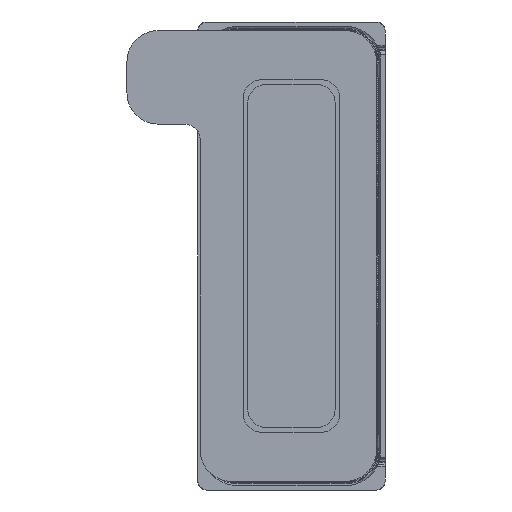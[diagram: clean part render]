
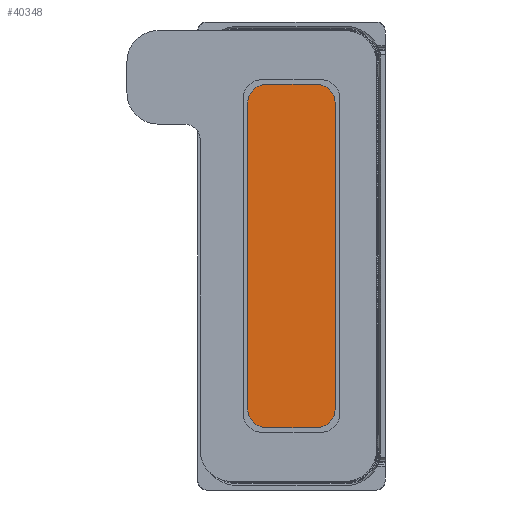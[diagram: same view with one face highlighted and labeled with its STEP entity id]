
A CAD part, front view. The second image highlights one B-rep face of the part: STEP entity #40348.
In plain terms, the highlighted planar face has unit normal (0, -1, 0).
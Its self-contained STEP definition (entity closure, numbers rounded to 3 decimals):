
#1032 = CARTESIAN_POINT ( 'NONE',  ( 1.4, -0.61, 4.9 ) ) ;
#1933 = FACE_OUTER_BOUND ( 'NONE', #39353, .T. ) ;
#2367 = VERTEX_POINT ( 'NONE', #46141 ) ;
#4067 = LINE ( 'NONE', #1032, #11949 ) ;
#4885 = CARTESIAN_POINT ( 'NONE',  ( 0.8, -0.61, -5.5 ) ) ;
#5626 = VECTOR ( 'NONE', #40636, 1000. ) ;
#5820 = ORIENTED_EDGE ( 'NONE', *, *, #41256, .T. ) ;
#6480 = CARTESIAN_POINT ( 'NONE',  ( 0.8, -0.61, 5.5 ) ) ;
#6679 = EDGE_CURVE ( 'NONE', #48363, #11186, #13659, .T. ) ;
#6873 = LINE ( 'NONE', #48970, #44550 ) ;
#7051 = EDGE_CURVE ( 'NONE', #30817, #48363, #36864, .T. ) ;
#9023 = PLANE ( 'NONE',  #30702 ) ;
#9308 = CIRCLE ( 'NONE', #12525, 0.6 ) ;
#9632 = AXIS2_PLACEMENT_3D ( 'NONE', #44021, #9754, #25121 ) ;
#9754 = DIRECTION ( 'NONE',  ( 0., 1., 0. ) ) ;
#11186 = VERTEX_POINT ( 'NONE', #11409 ) ;
#11409 = CARTESIAN_POINT ( 'NONE',  ( 1.4, -0.61, 4.9 ) ) ;
#11949 = VECTOR ( 'NONE', #31014, 1000. ) ;
#12058 = CIRCLE ( 'NONE', #39432, 0.6 ) ;
#12525 = AXIS2_PLACEMENT_3D ( 'NONE', #40535, #48622, #25674 ) ;
#13530 = CARTESIAN_POINT ( 'NONE',  ( 0.8, -0.61, 4.9 ) ) ;
#13659 = CIRCLE ( 'NONE', #9632, 0.6 ) ;
#14187 = CARTESIAN_POINT ( 'NONE',  ( 0.8, -0.61, -5.5 ) ) ;
#14425 = ORIENTED_EDGE ( 'NONE', *, *, #36970, .T. ) ;
#16308 = ORIENTED_EDGE ( 'NONE', *, *, #33055, .T. ) ;
#16898 = CARTESIAN_POINT ( 'NONE',  ( -0.8, -0.61, 5.5 ) ) ;
#17836 = ORIENTED_EDGE ( 'NONE', *, *, #27004, .F. ) ;
#21385 = CARTESIAN_POINT ( 'NONE',  ( -1.4, -0.61, -4.9 ) ) ;
#21467 = CARTESIAN_POINT ( 'NONE',  ( -0.8, -0.61, 4.9 ) ) ;
#22258 = ORIENTED_EDGE ( 'NONE', *, *, #7051, .F. ) ;
#24506 = VERTEX_POINT ( 'NONE', #26246 ) ;
#24912 = VECTOR ( 'NONE', #37619, 1000. ) ;
#25121 = DIRECTION ( 'NONE',  ( -1., 0., 0. ) ) ;
#25454 = VERTEX_POINT ( 'NONE', #27552 ) ;
#25674 = DIRECTION ( 'NONE',  ( 1., 0., 0. ) ) ;
#25681 = DIRECTION ( 'NONE',  ( -1., 0., 0. ) ) ;
#26177 = CARTESIAN_POINT ( 'NONE',  ( 0.8, -0.61, -4.9 ) ) ;
#26246 = CARTESIAN_POINT ( 'NONE',  ( -1.4, -0.61, 4.9 ) ) ;
#27004 = EDGE_CURVE ( 'NONE', #11186, #25454, #4067, .T. ) ;
#27552 = CARTESIAN_POINT ( 'NONE',  ( 1.4, -0.61, -4.9 ) ) ;
#28766 = EDGE_CURVE ( 'NONE', #36894, #25454, #12058, .T. ) ;
#29306 = LINE ( 'NONE', #14187, #5626 ) ;
#30702 = AXIS2_PLACEMENT_3D ( 'NONE', #13530, #35948, #33664 ) ;
#30817 = VERTEX_POINT ( 'NONE', #16898 ) ;
#31014 = DIRECTION ( 'NONE',  ( 0., 0., -1. ) ) ;
#33055 = EDGE_CURVE ( 'NONE', #2367, #36894, #29306, .T. ) ;
#33183 = AXIS2_PLACEMENT_3D ( 'NONE', #21467, #40858, #44903 ) ;
#33333 = DIRECTION ( 'NONE',  ( 0., 0., -1. ) ) ;
#33664 = DIRECTION ( 'NONE',  ( 1., 0., 0. ) ) ;
#35948 = DIRECTION ( 'NONE',  ( 0., -1., 0. ) ) ;
#36864 = LINE ( 'NONE', #37377, #24912 ) ;
#36894 = VERTEX_POINT ( 'NONE', #4885 ) ;
#36970 = EDGE_CURVE ( 'NONE', #24506, #46983, #6873, .T. ) ;
#37377 = CARTESIAN_POINT ( 'NONE',  ( 0.8, -0.61, 5.5 ) ) ;
#37619 = DIRECTION ( 'NONE',  ( 1., 0., 0. ) ) ;
#39353 = EDGE_LOOP ( 'NONE', ( #48140, #22258, #5820, #14425, #46754, #16308, #46376, #17836 ) ) ;
#39432 = AXIS2_PLACEMENT_3D ( 'NONE', #26177, #41782, #25681 ) ;
#40348 = ADVANCED_FACE ( 'NONE', ( #1933 ), #9023, .T. ) ;
#40535 = CARTESIAN_POINT ( 'NONE',  ( -0.8, -0.61, -4.9 ) ) ;
#40636 = DIRECTION ( 'NONE',  ( 1., 0., 0. ) ) ;
#40858 = DIRECTION ( 'NONE',  ( 0., -1., 0. ) ) ;
#41256 = EDGE_CURVE ( 'NONE', #30817, #24506, #47710, .T. ) ;
#41782 = DIRECTION ( 'NONE',  ( 0., -1., 0. ) ) ;
#44021 = CARTESIAN_POINT ( 'NONE',  ( 0.8, -0.61, 4.9 ) ) ;
#44550 = VECTOR ( 'NONE', #33333, 1000. ) ;
#44903 = DIRECTION ( 'NONE',  ( 1., 0., 0. ) ) ;
#46141 = CARTESIAN_POINT ( 'NONE',  ( -0.8, -0.61, -5.5 ) ) ;
#46376 = ORIENTED_EDGE ( 'NONE', *, *, #28766, .T. ) ;
#46754 = ORIENTED_EDGE ( 'NONE', *, *, #46974, .F. ) ;
#46974 = EDGE_CURVE ( 'NONE', #2367, #46983, #9308, .T. ) ;
#46983 = VERTEX_POINT ( 'NONE', #21385 ) ;
#47710 = CIRCLE ( 'NONE', #33183, 0.6 ) ;
#48140 = ORIENTED_EDGE ( 'NONE', *, *, #6679, .F. ) ;
#48363 = VERTEX_POINT ( 'NONE', #6480 ) ;
#48622 = DIRECTION ( 'NONE',  ( 0., 1., 0. ) ) ;
#48970 = CARTESIAN_POINT ( 'NONE',  ( -1.4, -0.61, 4.9 ) ) ;
